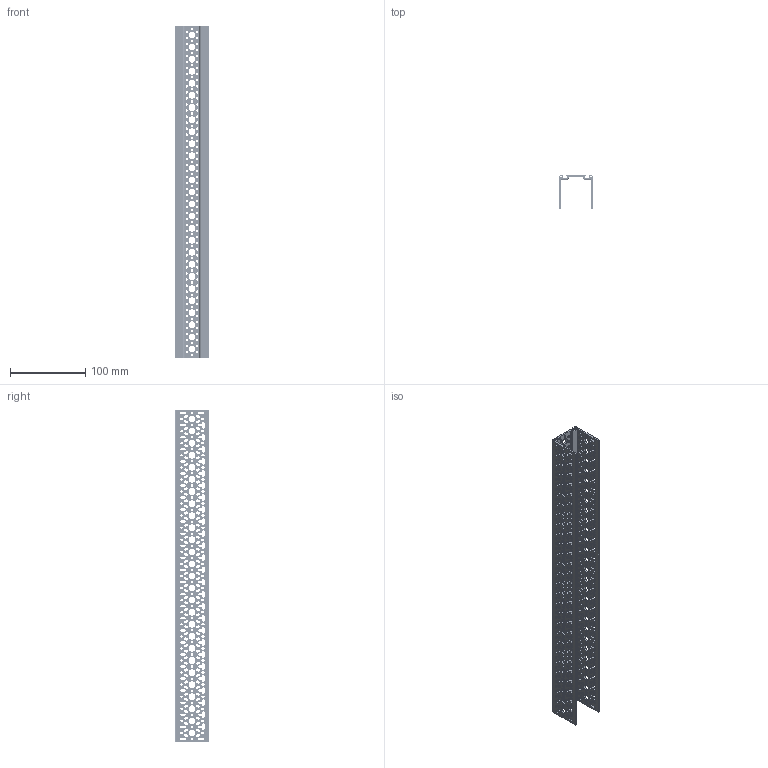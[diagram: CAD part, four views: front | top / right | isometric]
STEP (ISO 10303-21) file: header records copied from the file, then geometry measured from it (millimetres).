
FILE_DESCRIPTION (( 'STEP AP203' ), '1' );
FILE_NAME ('REV-41-1741.STEP', '2019-07-11T18:48:36', ( '' ), ( '' ), 'SwSTEP 2.0', 'SolidWorks 2018', '' );
FILE_SCHEMA (( 'CONFIG_CONTROL_DESIGN' ));
Products named in the file (1): REV-41-1741
Bounding box: 45 x 45 x 440 mm (x, y, z)
Volume: 113458.9 mm3; surface area: 131699.6 mm2
Topology: 1 solids, 1 shells, 2724 faces, 8166 edges, 5444 vertices
Faces by surface type: cylinder 1768, plane 956
Entity records: 96299 total; most frequent: DIRECTION 17152, CARTESIAN_POINT 16335, ORIENTED_EDGE 16332, EDGE_CURVE 8166, AXIS2_PLACEMENT_3D 6261, VERTEX_POINT 5444, LINE 4630, VECTOR 4630
